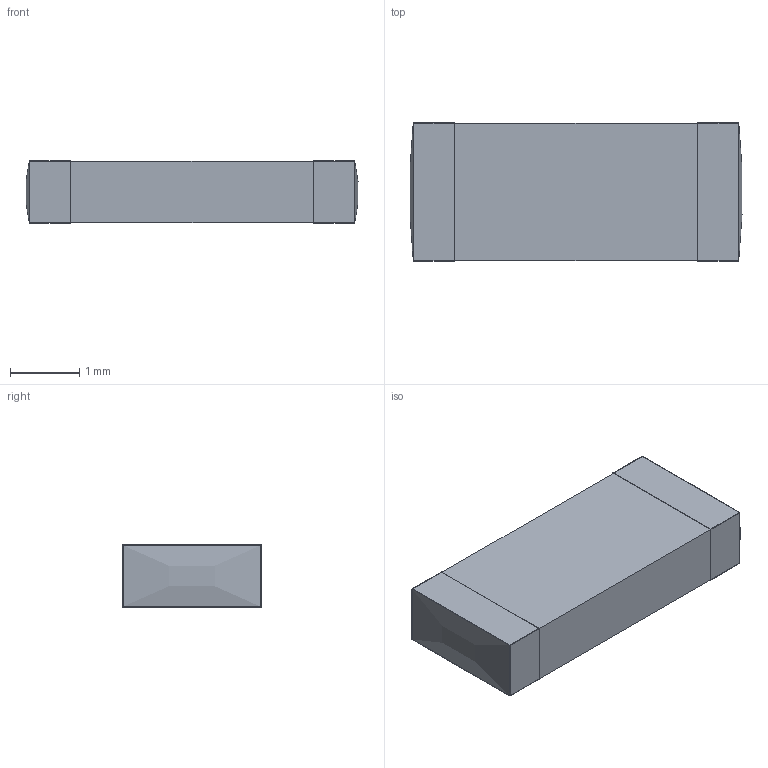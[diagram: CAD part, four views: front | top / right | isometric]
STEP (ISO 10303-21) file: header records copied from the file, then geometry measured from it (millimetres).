
FILE_DESCRIPTION (( 'STEP AP214' ), '1' );
FILE_NAME ('User Library-SMD Ceramic Capacitors_1808 (4520)_LD.STEP', '2019-03-13T11:48:37', ( '' ), ( '' ), 'SwSTEP 2.0', 'SolidWorks 2019', '' );
FILE_SCHEMA (( 'AUTOMOTIVE_DESIGN' ));
Length unit declared in the file: millimetre
Products named in the file (1): User Library-SMD Ceramic Capacitors_1808 (4520)_LD
Bounding box: 4.79 x 2 x 0.9 mm (x, y, z)
Volume: 8.4 mm3; surface area: 51.5 mm2
Topology: 3 solids, 3 shells, 62 faces, 128 edges, 64 vertices
Faces by surface type: plane 24, bspline 20, cylinder 18
Entity records: 1773 total; most frequent: CARTESIAN_POINT 585, ORIENTED_EDGE 240, DIRECTION 216, EDGE_CURVE 120, AXIS2_PLACEMENT_3D 75, VECTOR 66, LINE 66, VERTEX_POINT 64
